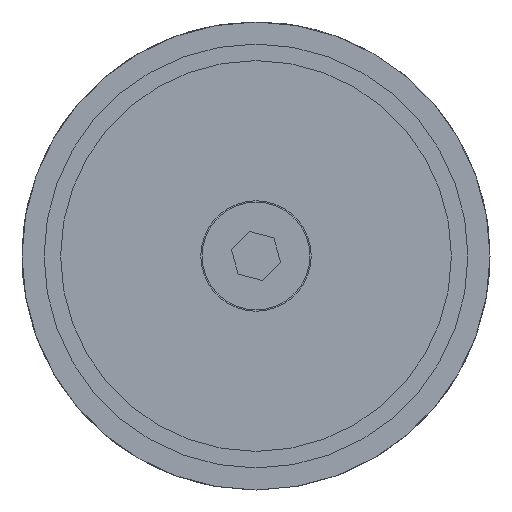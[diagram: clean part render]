
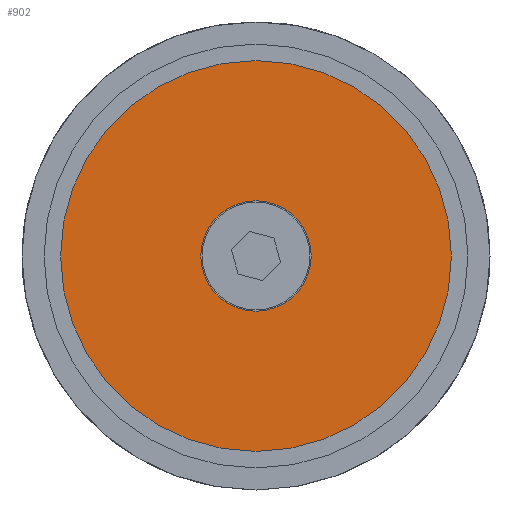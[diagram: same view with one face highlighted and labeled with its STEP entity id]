
A CAD part, front view. The second image highlights one B-rep face of the part: STEP entity #902.
In plain terms, the highlighted planar face has unit normal (0, -1, 0).
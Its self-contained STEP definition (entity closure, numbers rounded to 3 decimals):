
#5 = ORIENTED_EDGE ( 'NONE', *, *, #1248, .F. ) ;
#88 = VERTEX_POINT ( 'NONE', #557 ) ;
#106 = AXIS2_PLACEMENT_3D ( 'NONE', #1437, #1231, #987 ) ;
#253 = DIRECTION ( 'NONE',  ( 0., -1., 0. ) ) ;
#259 = DIRECTION ( 'NONE',  ( 0., -1., 0. ) ) ;
#271 = AXIS2_PLACEMENT_3D ( 'NONE', #523, #253, #439 ) ;
#291 = VERTEX_POINT ( 'NONE', #1033 ) ;
#292 = CIRCLE ( 'NONE', #1619, 5. ) ;
#332 = EDGE_LOOP ( 'NONE', ( #5, #516 ) ) ;
#335 = AXIS2_PLACEMENT_3D ( 'NONE', #1133, #888, #1417 ) ;
#357 = DIRECTION ( 'NONE',  ( 0., 0., -1. ) ) ;
#383 = VERTEX_POINT ( 'NONE', #912 ) ;
#439 = DIRECTION ( 'NONE',  ( 0., 0., -1. ) ) ;
#454 = CARTESIAN_POINT ( 'NONE',  ( 0., 25., 0. ) ) ;
#516 = ORIENTED_EDGE ( 'NONE', *, *, #1019, .F. ) ;
#523 = CARTESIAN_POINT ( 'NONE',  ( 0., 25., 0. ) ) ;
#535 = EDGE_CURVE ( 'NONE', #1535, #88, #1545, .T. ) ;
#553 = EDGE_LOOP ( 'NONE', ( #689, #1064 ) ) ;
#555 = CIRCLE ( 'NONE', #106, 17.7 ) ;
#557 = CARTESIAN_POINT ( 'NONE',  ( 0., 25., -17.7 ) ) ;
#559 = FACE_BOUND ( 'NONE', #332, .T. ) ;
#565 = DIRECTION ( 'NONE',  ( 0., 0., -1. ) ) ;
#583 = CARTESIAN_POINT ( 'NONE',  ( 0., 25., 17.7 ) ) ;
#689 = ORIENTED_EDGE ( 'NONE', *, *, #1420, .T. ) ;
#888 = DIRECTION ( 'NONE',  ( 0., -1., 0. ) ) ;
#902 = ADVANCED_FACE ( 'NONE', ( #559, #1457 ), #1421, .T. ) ;
#912 = CARTESIAN_POINT ( 'NONE',  ( 0., 25., 5. ) ) ;
#987 = DIRECTION ( 'NONE',  ( 0., 0., -1. ) ) ;
#1019 = EDGE_CURVE ( 'NONE', #383, #291, #292, .T. ) ;
#1033 = CARTESIAN_POINT ( 'NONE',  ( 0., 25., -5. ) ) ;
#1064 = ORIENTED_EDGE ( 'NONE', *, *, #535, .T. ) ;
#1133 = CARTESIAN_POINT ( 'NONE',  ( 0., 25., 0. ) ) ;
#1231 = DIRECTION ( 'NONE',  ( 0., -1., 0. ) ) ;
#1248 = EDGE_CURVE ( 'NONE', #291, #383, #1349, .T. ) ;
#1349 = CIRCLE ( 'NONE', #335, 5. ) ;
#1413 = CARTESIAN_POINT ( 'NONE',  ( 0., 25., 0. ) ) ;
#1417 = DIRECTION ( 'NONE',  ( 0., 0., -1. ) ) ;
#1420 = EDGE_CURVE ( 'NONE', #88, #1535, #555, .T. ) ;
#1421 = PLANE ( 'NONE',  #271 ) ;
#1437 = CARTESIAN_POINT ( 'NONE',  ( 0., 25., 0. ) ) ;
#1457 = FACE_OUTER_BOUND ( 'NONE', #553, .T. ) ;
#1461 = DIRECTION ( 'NONE',  ( 0., -1., 0. ) ) ;
#1493 = AXIS2_PLACEMENT_3D ( 'NONE', #454, #1461, #565 ) ;
#1535 = VERTEX_POINT ( 'NONE', #583 ) ;
#1545 = CIRCLE ( 'NONE', #1493, 17.7 ) ;
#1619 = AXIS2_PLACEMENT_3D ( 'NONE', #1413, #259, #357 ) ;
